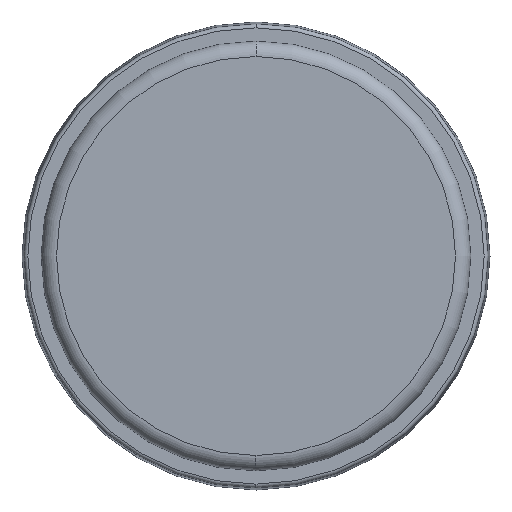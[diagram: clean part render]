
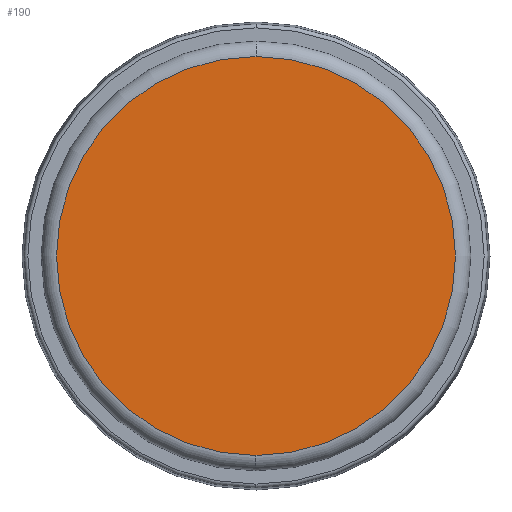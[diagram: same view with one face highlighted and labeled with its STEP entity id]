
A CAD part, left-side view. The second image highlights one B-rep face of the part: STEP entity #190.
In plain terms, the highlighted planar face has unit normal (-1, 0, 0).
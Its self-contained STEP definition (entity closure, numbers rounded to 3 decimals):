
#4 = CARTESIAN_POINT ( 'NONE',  ( -9.5, 0., -26. ) ) ;
#6 = DIRECTION ( 'NONE',  ( -1., 0., 0. ) ) ;
#16 = DIRECTION ( 'NONE',  ( 1., 0., 0. ) ) ;
#25 = AXIS2_PLACEMENT_3D ( 'NONE', #98, #6, #36 ) ;
#35 = DIRECTION ( 'NONE',  ( 0., 0., -1. ) ) ;
#36 = DIRECTION ( 'NONE',  ( 0., 0., 1. ) ) ;
#48 = FACE_OUTER_BOUND ( 'NONE', #338, .T. ) ;
#98 = CARTESIAN_POINT ( 'NONE',  ( -9.5, 0., 0. ) ) ;
#109 = CIRCLE ( 'NONE', #25, 26. ) ;
#125 = DIRECTION ( 'NONE',  ( 0., 0., 1. ) ) ;
#126 = CARTESIAN_POINT ( 'NONE',  ( -9.5, 0., 0. ) ) ;
#151 = VERTEX_POINT ( 'NONE', #4 ) ;
#163 = AXIS2_PLACEMENT_3D ( 'NONE', #126, #340, #125 ) ;
#190 = ADVANCED_FACE ( 'NONE', ( #48 ), #255, .F. ) ;
#198 = CARTESIAN_POINT ( 'NONE',  ( -9.5, 26., 0. ) ) ;
#219 = VERTEX_POINT ( 'NONE', #240 ) ;
#240 = CARTESIAN_POINT ( 'NONE',  ( -9.5, 0., 26. ) ) ;
#255 = PLANE ( 'NONE',  #353 ) ;
#326 = EDGE_CURVE ( 'NONE', #219, #151, #109, .T. ) ;
#337 = EDGE_CURVE ( 'NONE', #151, #219, #357, .T. ) ;
#338 = EDGE_LOOP ( 'NONE', ( #351, #343 ) ) ;
#340 = DIRECTION ( 'NONE',  ( -1., 0., 0. ) ) ;
#343 = ORIENTED_EDGE ( 'NONE', *, *, #337, .T. ) ;
#351 = ORIENTED_EDGE ( 'NONE', *, *, #326, .T. ) ;
#353 = AXIS2_PLACEMENT_3D ( 'NONE', #198, #16, #35 ) ;
#357 = CIRCLE ( 'NONE', #163, 26. ) ;
